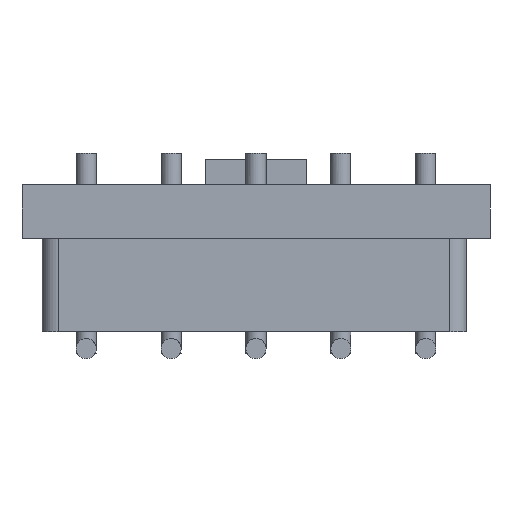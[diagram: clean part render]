
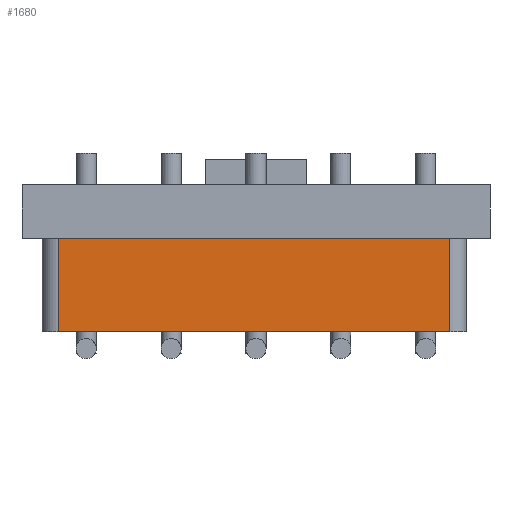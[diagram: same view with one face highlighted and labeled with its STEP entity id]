
A CAD part, front view. The second image highlights one B-rep face of the part: STEP entity #1680.
In plain terms, the highlighted planar face has unit normal (0, -1, 0).
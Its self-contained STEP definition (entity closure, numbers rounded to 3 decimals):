
#30 = VERTEX_POINT ( 'NONE', #1319 ) ;
#188 = ORIENTED_EDGE ( 'NONE', *, *, #2422, .T. ) ;
#200 = DIRECTION ( 'NONE',  ( 0., 1., 0. ) ) ;
#340 = LINE ( 'NONE', #3030, #704 ) ;
#422 = DIRECTION ( 'NONE',  ( 1., 0., 0. ) ) ;
#429 = LINE ( 'NONE', #1395, #2077 ) ;
#478 = CARTESIAN_POINT ( 'NONE',  ( -6.35, -1.25, 2.8 ) ) ;
#624 = LINE ( 'NONE', #2783, #1013 ) ;
#655 = VERTEX_POINT ( 'NONE', #765 ) ;
#661 = FACE_OUTER_BOUND ( 'NONE', #1407, .T. ) ;
#704 = VECTOR ( 'NONE', #1107, 1000. ) ;
#757 = CARTESIAN_POINT ( 'NONE',  ( -5.85, -1.25, 2.8 ) ) ;
#765 = CARTESIAN_POINT ( 'NONE',  ( 5.85, -1.25, 2.8 ) ) ;
#963 = ORIENTED_EDGE ( 'NONE', *, *, #1916, .F. ) ;
#1013 = VECTOR ( 'NONE', #1340, 1000. ) ;
#1107 = DIRECTION ( 'NONE',  ( 1., 0., 0. ) ) ;
#1157 = ORIENTED_EDGE ( 'NONE', *, *, #2541, .T. ) ;
#1319 = CARTESIAN_POINT ( 'NONE',  ( -5.85, -1.25, 0. ) ) ;
#1340 = DIRECTION ( 'NONE',  ( 0., 0., -1. ) ) ;
#1395 = CARTESIAN_POINT ( 'NONE',  ( 5.85, -1.25, 2.8 ) ) ;
#1407 = EDGE_LOOP ( 'NONE', ( #963, #1157, #188, #3033 ) ) ;
#1626 = EDGE_CURVE ( 'NONE', #2031, #655, #429, .T. ) ;
#1680 = ADVANCED_FACE ( 'NONE', ( #661 ), #1860, .F. ) ;
#1860 = PLANE ( 'NONE',  #2061 ) ;
#1869 = VECTOR ( 'NONE', #422, 1000. ) ;
#1916 = EDGE_CURVE ( 'NONE', #2282, #655, #2081, .T. ) ;
#2031 = VERTEX_POINT ( 'NONE', #2295 ) ;
#2061 = AXIS2_PLACEMENT_3D ( 'NONE', #478, #200, #2354 ) ;
#2077 = VECTOR ( 'NONE', #3098, 1000. ) ;
#2081 = LINE ( 'NONE', #2582, #1869 ) ;
#2282 = VERTEX_POINT ( 'NONE', #757 ) ;
#2295 = CARTESIAN_POINT ( 'NONE',  ( 5.85, -1.25, 0. ) ) ;
#2354 = DIRECTION ( 'NONE',  ( 0., 0., 1. ) ) ;
#2422 = EDGE_CURVE ( 'NONE', #30, #2031, #340, .T. ) ;
#2541 = EDGE_CURVE ( 'NONE', #2282, #30, #624, .T. ) ;
#2582 = CARTESIAN_POINT ( 'NONE',  ( -6.35, -1.25, 2.8 ) ) ;
#2783 = CARTESIAN_POINT ( 'NONE',  ( -5.85, -1.25, 2.8 ) ) ;
#3030 = CARTESIAN_POINT ( 'NONE',  ( -6.35, -1.25, 0. ) ) ;
#3033 = ORIENTED_EDGE ( 'NONE', *, *, #1626, .T. ) ;
#3098 = DIRECTION ( 'NONE',  ( 0., 0., 1. ) ) ;
